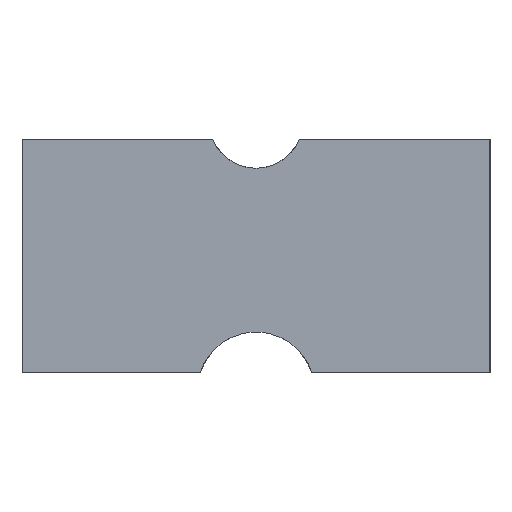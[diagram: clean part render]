
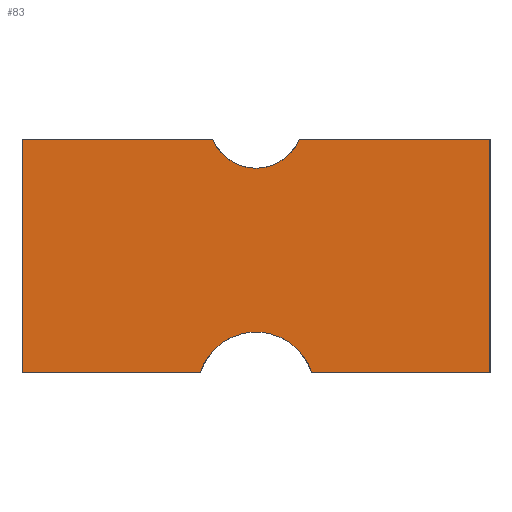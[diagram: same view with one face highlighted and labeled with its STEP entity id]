
A CAD part, left-side view. The second image highlights one B-rep face of the part: STEP entity #83.
In plain terms, the highlighted planar face has unit normal (-1, 0, 0).
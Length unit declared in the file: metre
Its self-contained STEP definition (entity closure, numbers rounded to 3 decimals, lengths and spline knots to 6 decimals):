
#83 = ADVANCED_FACE( '', ( #161 ), #162, .F. );
#161 = FACE_OUTER_BOUND( '', #231, .T. );
#162 = PLANE( '', #232 );
#231 = EDGE_LOOP( '', ( #416, #417, #418, #419, #420, #421, #422, #423 ) );
#232 = AXIS2_PLACEMENT_3D( '', #424, #425, #426 );
#416 = ORIENTED_EDGE( '', *, *, #474, .T. );
#417 = ORIENTED_EDGE( '', *, *, #471, .T. );
#418 = ORIENTED_EDGE( '', *, *, #502, .T. );
#419 = ORIENTED_EDGE( '', *, *, #454, .T. );
#420 = ORIENTED_EDGE( '', *, *, #508, .F. );
#421 = ORIENTED_EDGE( '', *, *, #499, .F. );
#422 = ORIENTED_EDGE( '', *, *, #461, .T. );
#423 = ORIENTED_EDGE( '', *, *, #443, .F. );
#424 = CARTESIAN_POINT( '', ( -0.13, 0., 0.03625 ) );
#425 = DIRECTION( '', ( 1., 0., 0. ) );
#426 = DIRECTION( '', ( 0., 1., 0. ) );
#443 = EDGE_CURVE( '', #526, #528, #529, .T. );
#454 = EDGE_CURVE( '', #541, #546, #548, .T. );
#461 = EDGE_CURVE( '', #558, #528, #559, .T. );
#471 = EDGE_CURVE( '', #569, #574, #576, .T. );
#474 = EDGE_CURVE( '', #526, #569, #580, .T. );
#499 = EDGE_CURVE( '', #558, #614, #615, .T. );
#502 = EDGE_CURVE( '', #574, #541, #618, .T. );
#508 = EDGE_CURVE( '', #614, #546, #624, .T. );
#526 = VERTEX_POINT( '', #645 );
#528 = VERTEX_POINT( '', #648 );
#529 = LINE( '', #649, #650 );
#541 = VERTEX_POINT( '', #666 );
#546 = VERTEX_POINT( '', #673 );
#548 = LINE( '', #676, #677 );
#558 = VERTEX_POINT( '', #689 );
#559 = CIRCLE( '', #690, 0.005 );
#569 = VERTEX_POINT( '', #703 );
#574 = VERTEX_POINT( '', #710 );
#576 = LINE( '', #713, #714 );
#580 = LINE( '', #719, #720 );
#614 = VERTEX_POINT( '', #771 );
#615 = LINE( '', #772, #773 );
#618 = CIRCLE( '', #777, 0.004 );
#624 = LINE( '', #786, #787 );
#645 = CARTESIAN_POINT( '', ( -0.13, -0.02, 0.02625 ) );
#648 = CARTESIAN_POINT( '', ( -0.13, -0.00477, 0.02625 ) );
#649 = CARTESIAN_POINT( '', ( -0.13, -0.012385, 0.02625 ) );
#650 = VECTOR( '', #802, 1. );
#666 = CARTESIAN_POINT( '', ( -0.13, 0.003708, 0.04625 ) );
#673 = CARTESIAN_POINT( '', ( -0.13, 0.02, 0.04625 ) );
#676 = CARTESIAN_POINT( '', ( -0.13, 0.011854, 0.04625 ) );
#677 = VECTOR( '', #813, 1. );
#689 = CARTESIAN_POINT( '', ( -0.13, 0.00477, 0.02625 ) );
#690 = AXIS2_PLACEMENT_3D( '', #822, #823, #824 );
#703 = CARTESIAN_POINT( '', ( -0.13, -0.02, 0.04625 ) );
#710 = CARTESIAN_POINT( '', ( -0.13, -0.003708, 0.04625 ) );
#713 = CARTESIAN_POINT( '', ( -0.13, -0.011854, 0.04625 ) );
#714 = VECTOR( '', #837, 1. );
#719 = CARTESIAN_POINT( '', ( -0.13, -0.02, 0.03625 ) );
#720 = VECTOR( '', #839, 1. );
#771 = CARTESIAN_POINT( '', ( -0.13, 0.02, 0.02625 ) );
#772 = CARTESIAN_POINT( '', ( -0.13, 0.012385, 0.02625 ) );
#773 = VECTOR( '', #860, 1. );
#777 = AXIS2_PLACEMENT_3D( '', #862, #863, #864 );
#786 = CARTESIAN_POINT( '', ( -0.13, 0.02, 0.03625 ) );
#787 = VECTOR( '', #868, 1. );
#802 = DIRECTION( '', ( 0., 1., 0. ) );
#813 = DIRECTION( '', ( 0., 1., 0. ) );
#822 = CARTESIAN_POINT( '', ( -0.13, 0., 0.02475 ) );
#823 = DIRECTION( '', ( 1., 0., 0. ) );
#824 = DIRECTION( '', ( 0., 0., -1. ) );
#837 = DIRECTION( '', ( 0., 1., 0. ) );
#839 = DIRECTION( '', ( 0., 0., 1. ) );
#860 = DIRECTION( '', ( 0., 1., 0. ) );
#862 = CARTESIAN_POINT( '', ( -0.13, 0., 0.04775 ) );
#863 = DIRECTION( '', ( 1., 0., 0. ) );
#864 = DIRECTION( '', ( 0., 0., -1. ) );
#868 = DIRECTION( '', ( 0., 0., 1. ) );
